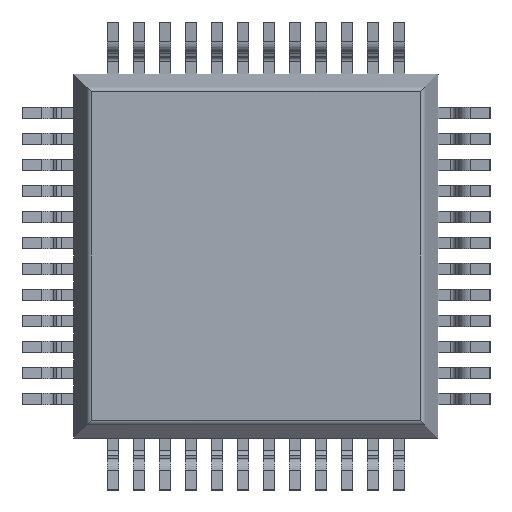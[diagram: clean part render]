
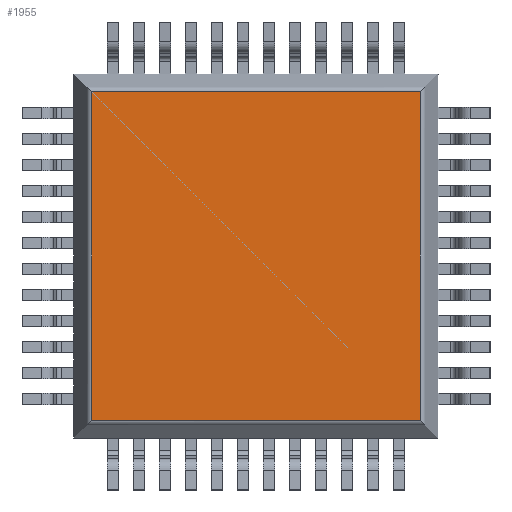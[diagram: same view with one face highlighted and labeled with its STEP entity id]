
A CAD part, front view. The second image highlights one B-rep face of the part: STEP entity #1955.
In plain terms, the highlighted planar face has unit normal (0, -1, 0).
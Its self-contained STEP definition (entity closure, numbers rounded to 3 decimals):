
#1955=ADVANCED_FACE('',(#3911),#3912,.T.);
#3911=FACE_OUTER_BOUND('',#5866,.T.);
#3912=PLANE('',#5867);
#5866=EDGE_LOOP('',(#12026,#12027,#12028,#12029));
#5867=AXIS2_PLACEMENT_3D('',#12030,#12031,#12032);
#12026=ORIENTED_EDGE('',*,*,#14568,.F.);
#12027=ORIENTED_EDGE('',*,*,#14601,.F.);
#12028=ORIENTED_EDGE('',*,*,#14594,.T.);
#12029=ORIENTED_EDGE('',*,*,#14602,.T.);
#12030=CARTESIAN_POINT('',(7.0,0.082,0.));
#12031=DIRECTION('',(0.,-1.0,0.));
#12032=DIRECTION('',(0.,0.,1.0));
#14568=EDGE_CURVE('',#18209,#18204,#18211,.T.);
#14594=EDGE_CURVE('',#18248,#18246,#18249,.T.);
#14601=EDGE_CURVE('',#18248,#18209,#18256,.T.);
#14602=EDGE_CURVE('',#18246,#18204,#18257,.T.);
#18204=VERTEX_POINT('',#23265);
#18209=VERTEX_POINT('',#23271);
#18211=LINE('',#23273,#23274);
#18246=VERTEX_POINT('',#23322);
#18248=VERTEX_POINT('',#23324);
#18249=LINE('',#23325,#23326);
#18256=LINE('',#23335,#23336);
#18257=LINE('',#23337,#23338);
#23265=CARTESIAN_POINT('',(0.345,0.082,3.155));
#23271=CARTESIAN_POINT('',(0.345,0.082,-3.155));
#23273=CARTESIAN_POINT('',(0.345,0.082,-10.0));
#23274=VECTOR('',#25931,1.0);
#23322=CARTESIAN_POINT('',(6.655,0.082,3.155));
#23324=CARTESIAN_POINT('',(6.655,0.082,-3.155));
#23325=CARTESIAN_POINT('',(6.655,0.082,0.));
#23326=VECTOR('',#25960,1.0);
#23335=CARTESIAN_POINT('',(7.0,0.082,-3.155));
#23336=VECTOR('',#25966,1.0);
#23337=CARTESIAN_POINT('',(7.0,0.082,3.155));
#23338=VECTOR('',#25967,1.0);
#25931=DIRECTION('',(0.,0.,1.0));
#25960=DIRECTION('',(0.0,0.0,1.0));
#25966=DIRECTION('',(-1.0,0.0,0.));
#25967=DIRECTION('',(-1.0,0.0,0.));
